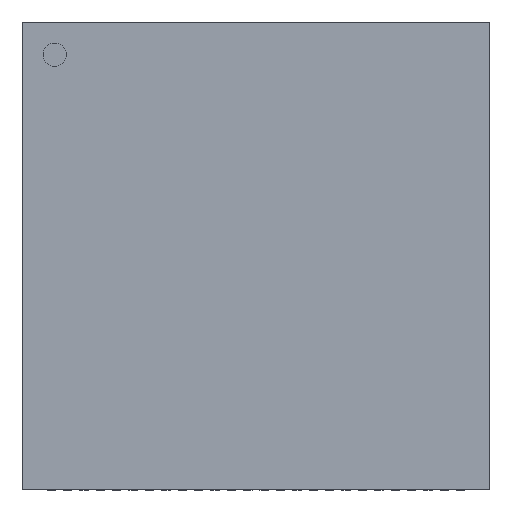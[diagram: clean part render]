
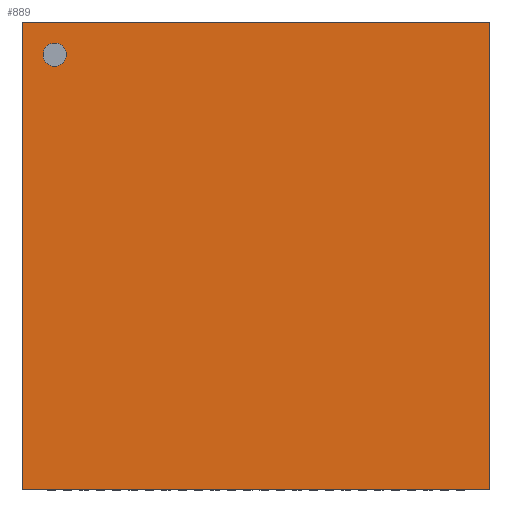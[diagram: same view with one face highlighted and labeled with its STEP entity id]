
A CAD part, top view. The second image highlights one B-rep face of the part: STEP entity #889.
In plain terms, the highlighted planar face has unit normal (0, 0, 1).
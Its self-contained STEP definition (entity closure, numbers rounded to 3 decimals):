
#21 = EDGE_CURVE('',#22,#24,#26,.T.);
#22 = VERTEX_POINT('',#23);
#23 = CARTESIAN_POINT('',(-4.99,4.99,0.75));
#24 = VERTEX_POINT('',#25);
#25 = CARTESIAN_POINT('',(4.99,4.99,0.75));
#26 = LINE('',#27,#28);
#27 = CARTESIAN_POINT('',(-4.99,4.99,0.75));
#28 = VECTOR('',#29,1.);
#29 = DIRECTION('',(1.,0.,0.));
#889 = ADVANCED_FACE('',(#890,#915),#926,.T.);
#890 = FACE_BOUND('',#891,.T.);
#891 = EDGE_LOOP('',(#892,#893,#901,#909));
#892 = ORIENTED_EDGE('',*,*,#21,.F.);
#893 = ORIENTED_EDGE('',*,*,#894,.T.);
#894 = EDGE_CURVE('',#22,#895,#897,.T.);
#895 = VERTEX_POINT('',#896);
#896 = CARTESIAN_POINT('',(-4.99,-4.99,0.75));
#897 = LINE('',#898,#899);
#898 = CARTESIAN_POINT('',(-4.99,4.99,0.75));
#899 = VECTOR('',#900,1.);
#900 = DIRECTION('',(0.,-1.,0.));
#901 = ORIENTED_EDGE('',*,*,#902,.T.);
#902 = EDGE_CURVE('',#895,#903,#905,.T.);
#903 = VERTEX_POINT('',#904);
#904 = CARTESIAN_POINT('',(4.99,-4.99,0.75));
#905 = LINE('',#906,#907);
#906 = CARTESIAN_POINT('',(-4.99,-4.99,0.75));
#907 = VECTOR('',#908,1.);
#908 = DIRECTION('',(1.,0.,0.));
#909 = ORIENTED_EDGE('',*,*,#910,.F.);
#910 = EDGE_CURVE('',#24,#903,#911,.T.);
#911 = LINE('',#912,#913);
#912 = CARTESIAN_POINT('',(4.99,4.99,0.75));
#913 = VECTOR('',#914,1.);
#914 = DIRECTION('',(0.,-1.,0.));
#915 = FACE_BOUND('',#916,.T.);
#916 = EDGE_LOOP('',(#917));
#917 = ORIENTED_EDGE('',*,*,#918,.T.);
#918 = EDGE_CURVE('',#919,#919,#921,.T.);
#919 = VERTEX_POINT('',#920);
#920 = CARTESIAN_POINT('',(-4.3,4.05,0.75));
#921 = CIRCLE('',#922,0.25);
#922 = AXIS2_PLACEMENT_3D('',#923,#924,#925);
#923 = CARTESIAN_POINT('',(-4.3,4.3,0.75));
#924 = DIRECTION('',(0.,-0.,-1.));
#925 = DIRECTION('',(0.,-1.,0.));
#926 = PLANE('',#927);
#927 = AXIS2_PLACEMENT_3D('',#928,#929,#930);
#928 = CARTESIAN_POINT('',(-4.99,4.99,0.75));
#929 = DIRECTION('',(0.,0.,1.));
#930 = DIRECTION('',(0.,-1.,0.));
